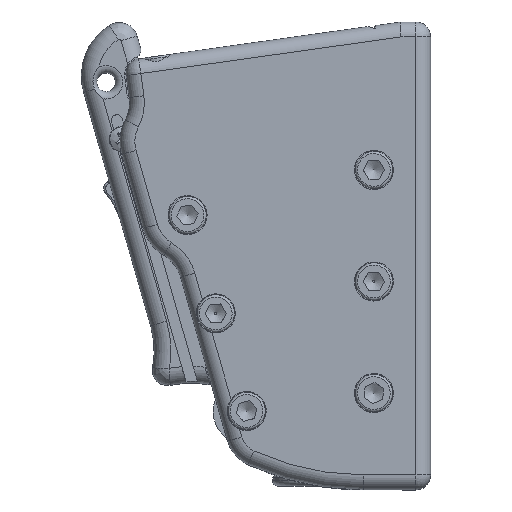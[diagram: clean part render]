
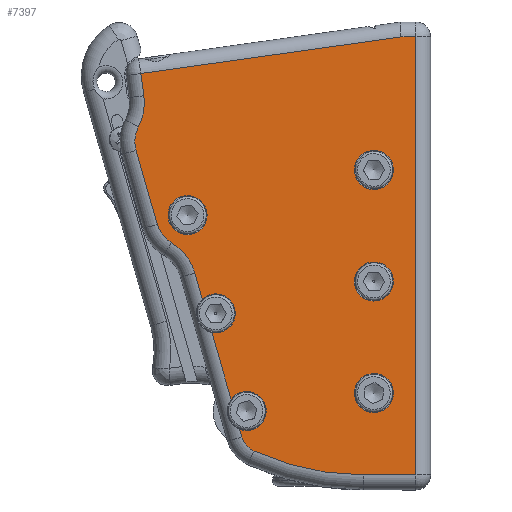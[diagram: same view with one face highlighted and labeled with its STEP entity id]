
A CAD part, top view. The second image highlights one B-rep face of the part: STEP entity #7397.
In plain terms, the highlighted planar face has unit normal (0, 0, 1).
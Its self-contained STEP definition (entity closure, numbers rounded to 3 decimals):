
#366=LINE('',#11029,#794);
#367=LINE('',#11050,#795);
#370=LINE('',#11059,#798);
#371=LINE('',#11095,#799);
#400=LINE('',#11349,#828);
#404=LINE('',#11359,#832);
#438=LINE('',#11552,#866);
#440=LINE('',#11561,#868);
#446=LINE('',#11580,#874);
#450=LINE('',#11587,#878);
#794=VECTOR('',#8786,18.631);
#795=VECTOR('',#8787,7.279);
#798=VECTOR('',#8794,2.161);
#799=VECTOR('',#8819,20.7);
#828=VECTOR('',#8986,70.619);
#832=VECTOR('',#9000,6.);
#866=VECTOR('',#9144,14.);
#868=VECTOR('',#9154,117.78);
#874=VECTOR('',#9176,0.039);
#878=VECTOR('',#9186,4.);
#1432=FACE_BOUND('',#2269,.T.);
#1433=FACE_BOUND('',#2270,.T.);
#1434=FACE_BOUND('',#2271,.T.);
#1435=FACE_BOUND('',#2272,.T.);
#1709=FACE_OUTER_BOUND('',#2268,.T.);
#2268=EDGE_LOOP('',(#5570,#5571,#5572,#5573,#5574,#5575,#5576,#5577,#5578,
#5579,#5580,#5581,#5582,#5583,#5584,#5585,#5586,#5587));
#2269=EDGE_LOOP('',(#5588));
#2270=EDGE_LOOP('',(#5589));
#2271=EDGE_LOOP('',(#5590));
#2272=EDGE_LOOP('',(#5591));
#2718=CIRCLE('',#7798,14.);
#2722=CIRCLE('',#7803,8.5);
#2727=CIRCLE('',#7810,8.5);
#2729=CIRCLE('',#7813,14.);
#2732=CIRCLE('',#7817,6.);
#2735=CIRCLE('',#7821,5.25);
#2737=CIRCLE('',#7824,5.25);
#2747=CIRCLE('',#7847,5.25);
#2749=CIRCLE('',#7850,5.25);
#2751=CIRCLE('',#7853,5.25);
#2753=CIRCLE('',#7856,5.25);
#2828=CIRCLE('',#8055,71.);
#3125=VERTEX_POINT('',#11016);
#3126=VERTEX_POINT('',#11017);
#3127=VERTEX_POINT('',#11028);
#3128=VERTEX_POINT('',#11030);
#3129=VERTEX_POINT('',#11049);
#3133=VERTEX_POINT('',#11057);
#3136=VERTEX_POINT('',#11064);
#3137=VERTEX_POINT('',#11066);
#3142=VERTEX_POINT('',#11087);
#3144=VERTEX_POINT('',#11093);
#3147=VERTEX_POINT('',#11101);
#3151=VERTEX_POINT('',#11122);
#3171=VERTEX_POINT('',#11250);
#3173=VERTEX_POINT('',#11255);
#3175=VERTEX_POINT('',#11260);
#3177=VERTEX_POINT('',#11265);
#3198=VERTEX_POINT('',#11346);
#3199=VERTEX_POINT('',#11348);
#3248=VERTEX_POINT('',#11549);
#3249=VERTEX_POINT('',#11551);
#3252=VERTEX_POINT('',#11559);
#3257=VERTEX_POINT('',#11579);
#3874=EDGE_CURVE('',#3126,#3127,#366,.T.);
#3876=EDGE_CURVE('',#3128,#3129,#367,.T.);
#3881=EDGE_CURVE('',#3133,#3125,#370,.T.);
#3884=EDGE_CURVE('',#3136,#3137,#2718,.T.);
#3890=EDGE_CURVE('',#3142,#3136,#2722,.T.);
#3893=EDGE_CURVE('',#3144,#3142,#371,.T.);
#3897=EDGE_CURVE('',#3147,#3144,#2727,.T.);
#3901=EDGE_CURVE('',#3129,#3147,#2729,.T.);
#3904=EDGE_CURVE('',#3151,#3133,#2732,.T.);
#3907=EDGE_CURVE('',#3125,#3126,#2735,.T.);
#3909=EDGE_CURVE('',#3127,#3128,#2737,.T.);
#3940=EDGE_CURVE('',#3171,#3171,#2747,.T.);
#3942=EDGE_CURVE('',#3173,#3173,#2749,.T.);
#3944=EDGE_CURVE('',#3175,#3175,#2751,.T.);
#3946=EDGE_CURVE('',#3177,#3177,#2753,.T.);
#3972=EDGE_CURVE('',#3199,#3198,#400,.T.);
#3978=EDGE_CURVE('',#3198,#3137,#404,.T.);
#4046=EDGE_CURVE('',#3248,#3249,#438,.T.);
#4051=EDGE_CURVE('',#3252,#3248,#440,.T.);
#4061=EDGE_CURVE('',#3199,#3257,#446,.T.);
#4066=EDGE_CURVE('',#3257,#3252,#450,.T.);
#4198=EDGE_CURVE('',#3249,#3151,#2828,.T.);
#5570=ORIENTED_EDGE('',*,*,#4198,.F.);
#5571=ORIENTED_EDGE('',*,*,#4046,.F.);
#5572=ORIENTED_EDGE('',*,*,#4051,.F.);
#5573=ORIENTED_EDGE('',*,*,#4066,.F.);
#5574=ORIENTED_EDGE('',*,*,#4061,.F.);
#5575=ORIENTED_EDGE('',*,*,#3972,.T.);
#5576=ORIENTED_EDGE('',*,*,#3978,.T.);
#5577=ORIENTED_EDGE('',*,*,#3884,.F.);
#5578=ORIENTED_EDGE('',*,*,#3890,.F.);
#5579=ORIENTED_EDGE('',*,*,#3893,.F.);
#5580=ORIENTED_EDGE('',*,*,#3897,.F.);
#5581=ORIENTED_EDGE('',*,*,#3901,.F.);
#5582=ORIENTED_EDGE('',*,*,#3876,.F.);
#5583=ORIENTED_EDGE('',*,*,#3909,.F.);
#5584=ORIENTED_EDGE('',*,*,#3874,.F.);
#5585=ORIENTED_EDGE('',*,*,#3907,.F.);
#5586=ORIENTED_EDGE('',*,*,#3881,.F.);
#5587=ORIENTED_EDGE('',*,*,#3904,.F.);
#5588=ORIENTED_EDGE('',*,*,#3944,.F.);
#5589=ORIENTED_EDGE('',*,*,#3942,.F.);
#5590=ORIENTED_EDGE('',*,*,#3946,.F.);
#5591=ORIENTED_EDGE('',*,*,#3940,.F.);
#7052=PLANE('',#8056);
#7397=ADVANCED_FACE('',(#1709,#1432,#1433,#1434,#1435),#7052,.T.);
#7798=AXIS2_PLACEMENT_3D('',#11067,#8801,#8802);
#7803=AXIS2_PLACEMENT_3D('',#11089,#8811,#8812);
#7810=AXIS2_PLACEMENT_3D('',#11103,#8827,#8828);
#7813=AXIS2_PLACEMENT_3D('',#11118,#8833,#8834);
#7817=AXIS2_PLACEMENT_3D('',#11124,#8841,#8842);
#7821=AXIS2_PLACEMENT_3D('',#11129,#8849,#8850);
#7824=AXIS2_PLACEMENT_3D('',#11133,#8855,#8856);
#7847=AXIS2_PLACEMENT_3D('',#11251,#8918,#8919);
#7850=AXIS2_PLACEMENT_3D('',#11256,#8924,#8925);
#7853=AXIS2_PLACEMENT_3D('',#11261,#8930,#8931);
#7856=AXIS2_PLACEMENT_3D('',#11266,#8936,#8937);
#8055=AXIS2_PLACEMENT_3D('',#11954,#9461,#9462);
#8056=AXIS2_PLACEMENT_3D('',#11955,#9463,#9464);
#8786=DIRECTION('',(-0.276,0.961,0.));
#8787=DIRECTION('',(-0.276,0.961,0.));
#8794=DIRECTION('',(-0.276,0.961,0.));
#8801=DIRECTION('center_axis',(0.,0.,
1.));
#8802=DIRECTION('ref_axis',(-0.99,-0.139,0.));
#8811=DIRECTION('center_axis',(0.,0.,
-1.));
#8812=DIRECTION('ref_axis',(-0.961,-0.276,0.));
#8819=DIRECTION('',(-0.276,0.961,0.));
#8827=DIRECTION('center_axis',(0.,0.,
-1.));
#8828=DIRECTION('ref_axis',(-0.512,-0.859,0.));
#8833=DIRECTION('center_axis',(0.,0.,
1.));
#8834=DIRECTION('ref_axis',(-0.512,-0.859,0.));
#8841=DIRECTION('center_axis',(0.,0.,
-1.));
#8842=DIRECTION('ref_axis',(-0.415,-0.91,0.));
#8849=DIRECTION('center_axis',(0.,0.,
1.));
#8850=DIRECTION('ref_axis',(-0.99,-0.139,0.));
#8855=DIRECTION('center_axis',(0.,0.,
1.));
#8856=DIRECTION('ref_axis',(-0.99,-0.139,0.));
#8918=DIRECTION('center_axis',(0.,0.,
1.));
#8919=DIRECTION('ref_axis',(-0.99,-0.139,0.));
#8924=DIRECTION('center_axis',(0.,0.,
1.));
#8925=DIRECTION('ref_axis',(-0.99,-0.139,0.));
#8930=DIRECTION('center_axis',(0.,0.,
1.));
#8931=DIRECTION('ref_axis',(-0.99,-0.139,0.));
#8936=DIRECTION('center_axis',(0.,0.,
1.));
#8937=DIRECTION('ref_axis',(-0.99,-0.139,0.));
#8986=DIRECTION('',(-0.99,-0.139,0.));
#9000=DIRECTION('',(0.139,-0.99,0.));
#9144=DIRECTION('',(-1.,0.,0.));
#9154=DIRECTION('',(0.,-1.,0.));
#9176=DIRECTION('',(0.,1.,0.));
#9186=DIRECTION('',(1.,0.,0.));
#9461=DIRECTION('center_axis',(0.,0.,
-1.));
#9462=DIRECTION('ref_axis',(0.,-1.,0.));
#9463=DIRECTION('center_axis',(0.,0.,
1.));
#9464=DIRECTION('ref_axis',(0.,-1.,0.));
#11016=CARTESIAN_POINT('',(-43.339,16.285,34.));
#11017=CARTESIAN_POINT('',(-45.654,24.36,34.));
#11028=CARTESIAN_POINT('',(-50.79,42.269,34.));
#11029=CARTESIAN_POINT('',(-59.101,71.254,34.));
#11030=CARTESIAN_POINT('',(-53.364,51.246,34.));
#11049=CARTESIAN_POINT('',(-55.37,58.243,34.));
#11050=CARTESIAN_POINT('',(-59.101,71.254,34.));
#11057=CARTESIAN_POINT('',(-42.743,14.208,34.));
#11059=CARTESIAN_POINT('',(-59.101,71.254,34.));
#11064=CARTESIAN_POINT('',(-70.55,97.543,34.));
#11066=CARTESIAN_POINT('',(-69.096,105.971,34.));
#11067=CARTESIAN_POINT('Origin',(-82.96,104.022,34.));
#11087=CARTESIAN_POINT('',(-71.185,91.267,34.));
#11089=CARTESIAN_POINT('Origin',(-63.015,93.61,34.));
#11093=CARTESIAN_POINT('',(-65.48,71.369,34.));
#11095=CARTESIAN_POINT('',(-73.401,98.994,34.));
#11101=CARTESIAN_POINT('',(-61.661,66.41,34.));
#11103=CARTESIAN_POINT('Origin',(-57.309,73.712,34.));
#11118=CARTESIAN_POINT('Origin',(-68.828,54.384,34.));
#11122=CARTESIAN_POINT('',(-39.466,10.403,34.));
#11124=CARTESIAN_POINT('Origin',(-36.976,15.862,34.));
#11129=CARTESIAN_POINT('Origin',(-41.469,21.191,34.));
#11133=CARTESIAN_POINT('Origin',(-49.77,47.419,34.));
#11250=CARTESIAN_POINT('',(-12.449,55.269,34.));
#11251=CARTESIAN_POINT('Origin',(-7.25,56.,34.));
#11255=CARTESIAN_POINT('',(-62.549,73.123,34.));
#11256=CARTESIAN_POINT('Origin',(-57.35,73.854,34.));
#11260=CARTESIAN_POINT('',(-12.449,25.269,34.));
#11261=CARTESIAN_POINT('Origin',(-7.25,26.,34.));
#11265=CARTESIAN_POINT('',(-12.449,85.269,34.));
#11266=CARTESIAN_POINT('Origin',(-7.25,86.,34.));
#11346=CARTESIAN_POINT('',(-69.931,111.913,34.));
#11348=CARTESIAN_POINT('',(0.,121.741,34.));
#11349=CARTESIAN_POINT('',(-48.568,114.915,34.));
#11359=CARTESIAN_POINT('',(-69.444,108.447,34.));
#11549=CARTESIAN_POINT('',(4.,4.,34.));
#11551=CARTESIAN_POINT('',(-10.,4.,34.));
#11552=CARTESIAN_POINT('',(0.,4.,34.));
#11559=CARTESIAN_POINT('',(4.,121.78,34.));
#11561=CARTESIAN_POINT('',(4.,88.548,34.));
#11579=CARTESIAN_POINT('',(0.,121.78,34.));
#11580=CARTESIAN_POINT('',(0.,-11.147,34.));
#11587=CARTESIAN_POINT('',(0.,121.78,34.));
#11954=CARTESIAN_POINT('Origin',(-10.,75.,34.));
#11955=CARTESIAN_POINT('Origin',(0.,121.78,
34.));
